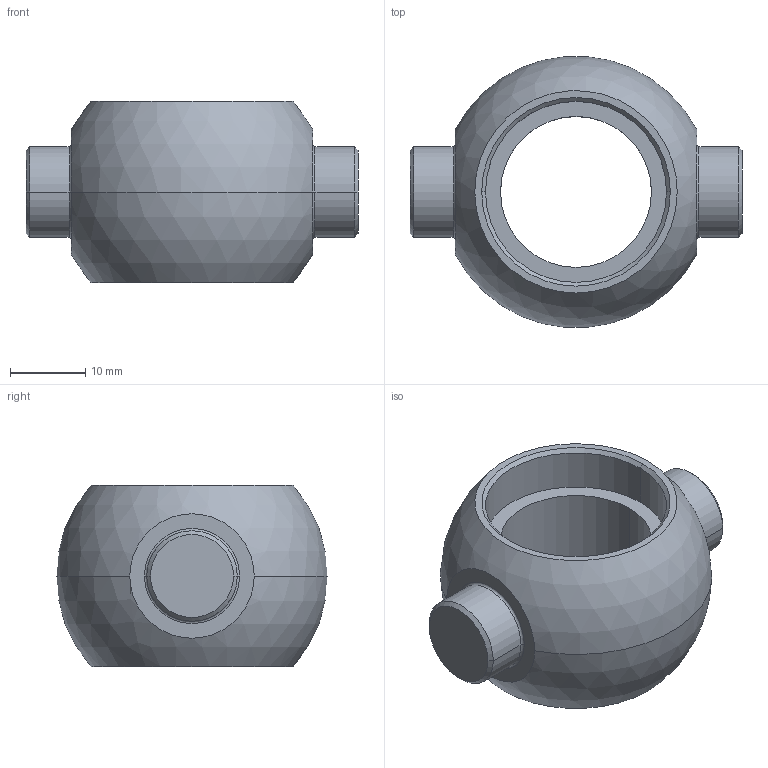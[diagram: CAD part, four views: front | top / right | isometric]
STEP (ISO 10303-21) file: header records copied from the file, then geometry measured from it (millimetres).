
FILE_DESCRIPTION (( 'STEP AP203' ), '1' );
FILE_NAME ('63LBBBL1A-LG-15.STEP', '2024-12-19T12:18:24', ( '' ), ( '' ), 'SwSTEP 2.0', 'SolidWorks 2024', '' );
FILE_SCHEMA (( 'CONFIG_CONTROL_DESIGN' ));
Length unit declared in the file: millimetre
Products named in the file (1): 63LBBBL1A-LG-15_配置A
Bounding box: 44 x 35.87 x 24 mm (x, y, z)
Volume: 12506.1 mm3; surface area: 5227.1 mm2
Topology: 1 solids, 1 shells, 32 faces, 68 edges, 42 vertices
Faces by surface type: cylinder 10, cone 8, plane 8, torus 4, sphere 2
Entity records: 929 total; most frequent: DIRECTION 176, CARTESIAN_POINT 137, ORIENTED_EDGE 128, AXIS2_PLACEMENT_3D 79, EDGE_CURVE 64, CIRCLE 46, VERTEX_POINT 40, EDGE_LOOP 40
